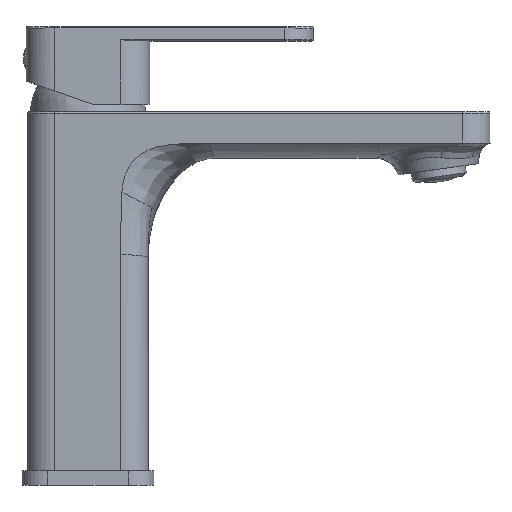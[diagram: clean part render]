
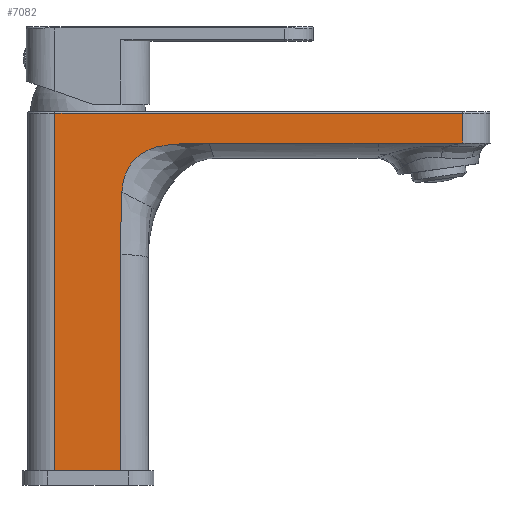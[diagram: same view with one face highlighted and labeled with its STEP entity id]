
A CAD part, top view. The second image highlights one B-rep face of the part: STEP entity #7082.
In plain terms, the highlighted planar face has unit normal (0, 0, 1).
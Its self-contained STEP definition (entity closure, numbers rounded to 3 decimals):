
#650=DIRECTION('',(1.,0.,0.));
#651=VECTOR('',#650,23.);
#652=CARTESIAN_POINT('',(-11.5,-0.5,21.));
#653=LINE('',#652,#651);
#704=DIRECTION('',(0.,1.,0.));
#705=VECTOR('',#704,75.375);
#706=CARTESIAN_POINT('',(11.5,-0.5,21.));
#707=LINE('',#706,#705);
#721=CARTESIAN_POINT('',(42.283,113.78,21.));
#722=CARTESIAN_POINT('',(39.399,113.78,21.));
#723=CARTESIAN_POINT('',(35.062,113.792,21.));
#724=CARTESIAN_POINT('',(29.302,113.445,21.));
#725=CARTESIAN_POINT('',(25.493,112.885,21.));
#726=CARTESIAN_POINT('',(22.297,111.955,21.));
#727=CARTESIAN_POINT('',(19.725,110.778,21.));
#728=CARTESIAN_POINT('',(17.371,109.172,21.));
#729=CARTESIAN_POINT('',(15.37,107.184,21.));
#730=CARTESIAN_POINT('',(13.798,104.793,21.));
#731=CARTESIAN_POINT('',(12.754,102.136,21.));
#732=CARTESIAN_POINT('',(12.113,99.375,21.));
#733=CARTESIAN_POINT('',(11.87,97.574,21.));
#734=CARTESIAN_POINT('',(11.777,96.686,21.));
#736=CARTESIAN_POINT('',(11.777,96.686,21.));
#737=CARTESIAN_POINT('',(11.589,94.878,21.));
#738=CARTESIAN_POINT('',(11.488,92.152,21.));
#739=CARTESIAN_POINT('',(11.501,88.515,21.));
#740=CARTESIAN_POINT('',(11.5,84.877,21.));
#741=CARTESIAN_POINT('',(11.5,80.331,21.));
#742=CARTESIAN_POINT('',(11.5,76.694,21.));
#743=CARTESIAN_POINT('',(11.5,74.875,21.));
#749=DIRECTION('',(-1.,0.,0.));
#750=VECTOR('',#749,142.15);
#751=CARTESIAN_POINT('',(130.65,124.191,21.));
#752=LINE('',#751,#750);
#811=DIRECTION('',(0.,-1.,0.));
#812=VECTOR('',#811,124.691);
#813=CARTESIAN_POINT('',(-11.5,124.191,21.));
#814=LINE('',#813,#812);
#1005=CARTESIAN_POINT('',(42.283,113.78,21.));
#1007=DIRECTION('',(1.,0.,0.));
#1008=VECTOR('',#1007,58.867);
#1009=CARTESIAN_POINT('',(42.283,113.78,21.));
#1010=LINE('',#1009,#1008);
#1072=DIRECTION('',(1.,0.,0.));
#1073=VECTOR('',#1072,29.5);
#1074=CARTESIAN_POINT('',(101.15,113.78,21.));
#1075=LINE('',#1074,#1073);
#1129=DIRECTION('',(0.,1.,0.));
#1130=VECTOR('',#1129,10.41);
#1131=CARTESIAN_POINT('',(130.65,113.78,21.));
#1132=LINE('',#1131,#1130);
#4082=CARTESIAN_POINT('',(-11.5,124.191,21.));
#4083=VERTEX_POINT('',#4082);
#4084=CARTESIAN_POINT('',(130.65,124.191,21.));
#4085=VERTEX_POINT('',#4084);
#4086=CARTESIAN_POINT('',(130.65,113.78,21.));
#4087=VERTEX_POINT('',#4086);
#4100=VERTEX_POINT('',#1005);
#4101=CARTESIAN_POINT('',(101.15,113.78,21.));
#4102=VERTEX_POINT('',#4101);
#4116=CARTESIAN_POINT('',(-11.5,-0.5,21.));
#4117=VERTEX_POINT('',#4116);
#4118=VERTEX_POINT('',#734);
#4119=VERTEX_POINT('',#743);
#4120=CARTESIAN_POINT('',(11.5,-0.5,21.));
#4121=VERTEX_POINT('',#4120);
#7059=CARTESIAN_POINT('',(-11.5,0.,21.));
#7060=DIRECTION('',(0.,0.,-1.));
#7061=DIRECTION('',(1.,0.,0.));
#7062=AXIS2_PLACEMENT_3D('',#7059,#7060,#7061);
#7063=PLANE('',#7062);
#7065=ORIENTED_EDGE('',*,*,#7064,.F.);
#7067=ORIENTED_EDGE('',*,*,#7066,.F.);
#7069=ORIENTED_EDGE('',*,*,#7068,.F.);
#7071=ORIENTED_EDGE('',*,*,#7070,.F.);
#7073=ORIENTED_EDGE('',*,*,#7072,.T.);
#7075=ORIENTED_EDGE('',*,*,#7074,.T.);
#7076=ORIENTED_EDGE('',*,*,#7051,.F.);
#7077=ORIENTED_EDGE('',*,*,#6996,.F.);
#7079=ORIENTED_EDGE('',*,*,#7078,.F.);
#7080=EDGE_LOOP('',(#7065,#7067,#7069,#7071,#7073,#7075,#7076,#7077,#7079));
#7081=FACE_OUTER_BOUND('',#7080,.F.);
#735=B_SPLINE_CURVE_WITH_KNOTS('',3,(#721,#722,#723,#724,#725,#726,#727,#728,
#729,#730,#731,#732,#733,#734),.UNSPECIFIED.,.F.,.F.,(4,1,1,1,1,1,1,1,1,1,1,4),(
0.,0.219,0.329,0.438,0.511,
0.584,0.656,0.729,0.797,
0.865,0.932,1.),.UNSPECIFIED.);
#744=B_SPLINE_CURVE_WITH_KNOTS('',3,(#736,#737,#738,#739,#740,#741,#742,#743),
.UNSPECIFIED.,.F.,.F.,(4,1,1,1,1,4),(0.,0.25,0.375,
0.5,0.75,1.),.UNSPECIFIED.);
#6996=EDGE_CURVE('',#4117,#4121,#653,.T.);
#7051=EDGE_CURVE('',#4121,#4119,#707,.T.);
#7064=EDGE_CURVE('',#4085,#4083,#752,.T.);
#7066=EDGE_CURVE('',#4087,#4085,#1132,.T.);
#7068=EDGE_CURVE('',#4102,#4087,#1075,.T.);
#7070=EDGE_CURVE('',#4100,#4102,#1010,.T.);
#7072=EDGE_CURVE('',#4100,#4118,#735,.T.);
#7074=EDGE_CURVE('',#4118,#4119,#744,.T.);
#7078=EDGE_CURVE('',#4083,#4117,#814,.T.);
#7082=ADVANCED_FACE('',(#7081),#7063,.F.);
